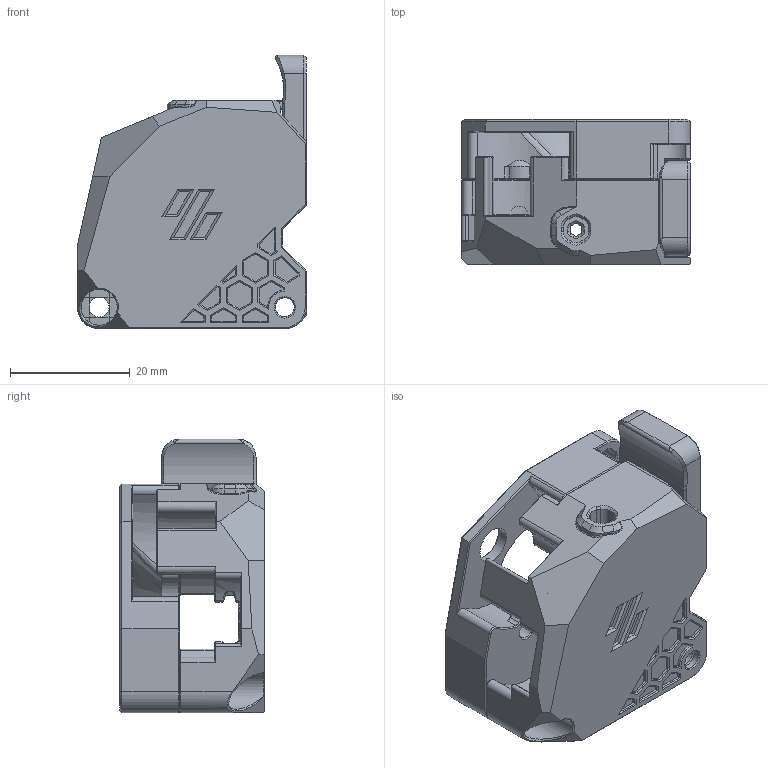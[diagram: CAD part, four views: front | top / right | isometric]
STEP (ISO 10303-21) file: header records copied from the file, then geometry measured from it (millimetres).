
FILE_DESCRIPTION(/* description */ ('STEP AP242','CAx-IF Rec.Pracs.---Representation and Presentation of Product Manufacturing Information (PMI)---4.0---2014-10-13','CAx-IF Rec.Pracs.---3D Tessellated Geometry---0.4---2014-09-14','2;1'),/* implementation_level */ '2;1');
FILE_NAME(/* name */ '63c10629d0d6ca7373f1c8e5',/* time_stamp */ '2023-01-13T07:20:13+00:00',/* author */ (''),/* organization */ (''),/* preprocessor_version */ 'ST-DEVELOPER v18.102',/* originating_system */ ' ',/* authorisation */ ' ');
FILE_SCHEMA (('AP242_MANAGED_MODEL_BASED_3D_ENGINEERING_MIM_LF { 1 0 10303 442 1 1 4 }'));
Length unit declared in the file: metre
Products named in the file (3): Front; Back; Arm
Bounding box: 38.2 x 24.2 x 45.7 mm (x, y, z)
Volume: 19252.1 mm3; surface area: 12494.6 mm2
Topology: 3 solids, 3 shells, 962 faces, 2346 edges, 1401 vertices
Faces by surface type: plane 491, cone 199, cylinder 195, bspline 57, torus 18, sphere 2
Full cylindrical faces by diameter (mm): 3.2 x6, 3.3 x3, 4.2 x6, 6 x2, 6.2 x1, 6.4 x1, 18 x1
Entity records: 28297 total; most frequent: CARTESIAN_POINT 6089, DIRECTION 4641, ORIENTED_EDGE 4556, EDGE_CURVE 2278, AXIS2_PLACEMENT_3D 1615, LINE 1411, VECTOR 1411, VERTEX_POINT 1378
